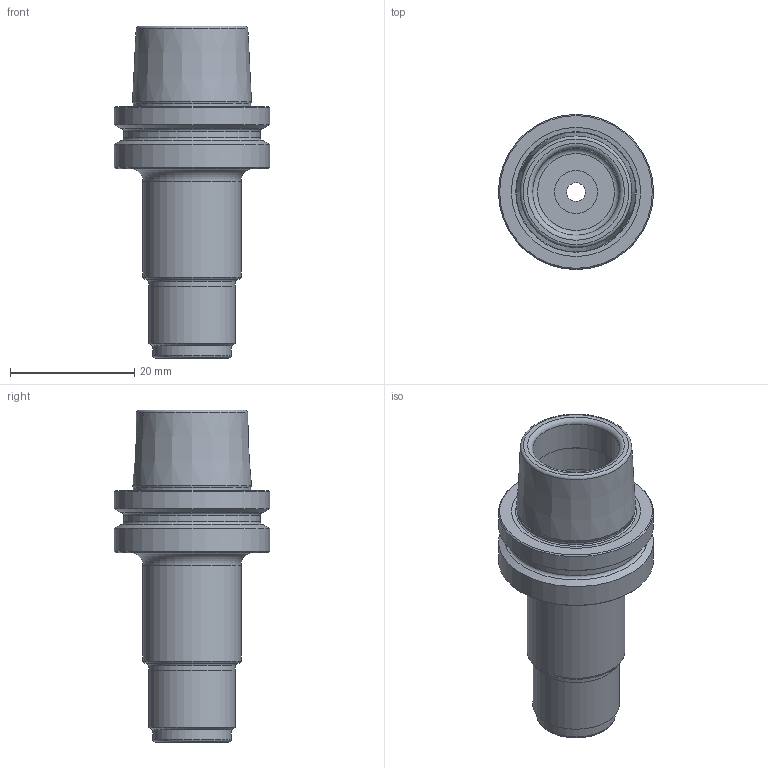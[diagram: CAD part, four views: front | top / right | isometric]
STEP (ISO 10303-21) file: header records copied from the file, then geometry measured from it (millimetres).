
FILE_DESCRIPTION(/* description */ (''),/* implementation_level */ '2;1');
FILE_NAME(/* name */ '552511114.stp',/* time_stamp */ '2021-06-01T08:12:28',/* author */ ('LRA'),/* organization */ ('REGO-FIX'),/* preprocessor_version */ ' Unknown',/* originating_system */ 'SIEMENS PLM Software Solid Edge ST10',/* authorization */ 'Unknown');
FILE_SCHEMA (('AUTOMOTIVE_DESIGN { 1 0 10303 214 2 1 1}'));
Length unit declared in the file: millimetre
Products named in the file (1): NOCUT
Bounding box: 25 x 25 x 53.5 mm (x, y, z)
Volume: 8495.6 mm3; surface area: 5633.4 mm2
Topology: 1 solids, 1 shells, 48 faces, 97 edges, 56 vertices
Faces by surface type: cylinder 15, torus 14, cone 12, plane 7
Full cylindrical faces by diameter (mm): 3 x1, 6.917 x1, 7.5 x1, 8.4 x1, 12.7 x1, 14 x4, 15.8 x1, 16.4 x1, 18.959 x1, 22 x1, 25 x2
Entity records: 1343 total; most frequent: DIRECTION 200, CARTESIAN_POINT 148, AXIS2_PLACEMENT_3D 100, ORIENTED_EDGE 96, EDGE_LOOP 96, FACE_BOUND 96, EDGE_CURVE 48, VERTEX_POINT 48
